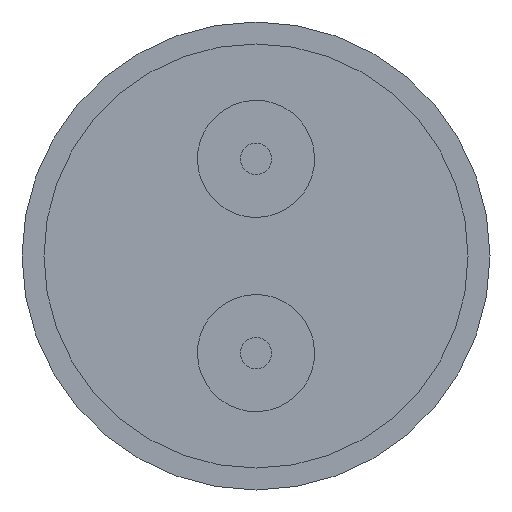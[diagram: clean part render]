
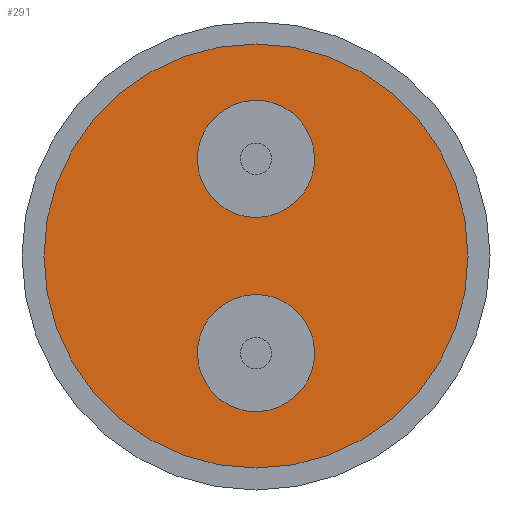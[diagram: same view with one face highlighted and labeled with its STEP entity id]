
A CAD part, front view. The second image highlights one B-rep face of the part: STEP entity #291.
In plain terms, the highlighted planar face has unit normal (0, -1, 0).
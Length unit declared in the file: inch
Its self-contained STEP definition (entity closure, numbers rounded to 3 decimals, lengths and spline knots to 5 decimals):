
#4 = AXIS2_PLACEMENT_3D ( 'NONE', #758, #788, #1147 ) ;
#26 = CIRCLE ( 'NONE', #4, 0.0935 ) ;
#105 = VERTEX_POINT ( 'NONE', #410 ) ;
#137 = CIRCLE ( 'NONE', #832, 0.3385 ) ;
#179 = DIRECTION ( 'NONE',  ( 1., 0., 0. ) ) ;
#186 = VERTEX_POINT ( 'NONE', #1124 ) ;
#202 = DIRECTION ( 'NONE',  ( 0., 1., 0. ) ) ;
#206 = EDGE_CURVE ( 'NONE', #602, #186, #26, .T. ) ;
#208 = EDGE_LOOP ( 'NONE', ( #1223, #250 ) ) ;
#244 = PLANE ( 'NONE',  #526 ) ;
#250 = ORIENTED_EDGE ( 'NONE', *, *, #1076, .T. ) ;
#251 = CARTESIAN_POINT ( 'NONE',  ( 0., 0.315, -0.155 ) ) ;
#253 = CIRCLE ( 'NONE', #937, 0.3385 ) ;
#256 = CARTESIAN_POINT ( 'NONE',  ( 0.01353, 0.315, 0.24752 ) ) ;
#257 = CARTESIAN_POINT ( 'NONE',  ( 0.01353, 0.315, -0.06248 ) ) ;
#291 = ADVANCED_FACE ( 'NONE', ( #313, #532, #817 ), #244, .T. ) ;
#313 = FACE_OUTER_BOUND ( 'NONE', #208, .T. ) ;
#338 = ORIENTED_EDGE ( 'NONE', *, *, #206, .T. ) ;
#383 = CARTESIAN_POINT ( 'NONE',  ( 0., 0.315, 0.155 ) ) ;
#392 = ORIENTED_EDGE ( 'NONE', *, *, #1235, .T. ) ;
#406 = EDGE_LOOP ( 'NONE', ( #1187, #338 ) ) ;
#410 = CARTESIAN_POINT ( 'NONE',  ( 0., 0.315, 0.3385 ) ) ;
#414 = VERTEX_POINT ( 'NONE', #740 ) ;
#428 = DIRECTION ( 'NONE',  ( 1., 0., 0. ) ) ;
#456 = DIRECTION ( 'NONE',  ( 1., 0., 0. ) ) ;
#468 = CIRCLE ( 'NONE', #1091, 0.0935 ) ;
#478 = EDGE_CURVE ( 'NONE', #1086, #862, #623, .T. ) ;
#503 = DIRECTION ( 'NONE',  ( 0., -1., 0. ) ) ;
#526 = AXIS2_PLACEMENT_3D ( 'NONE', #1107, #503, #894 ) ;
#532 = FACE_BOUND ( 'NONE', #406, .T. ) ;
#545 = AXIS2_PLACEMENT_3D ( 'NONE', #383, #202, #1167 ) ;
#576 = AXIS2_PLACEMENT_3D ( 'NONE', #1186, #1140, #1080 ) ;
#591 = ORIENTED_EDGE ( 'NONE', *, *, #478, .T. ) ;
#602 = VERTEX_POINT ( 'NONE', #257 ) ;
#623 = CIRCLE ( 'NONE', #576, 0.0935 ) ;
#709 = CIRCLE ( 'NONE', #545, 0.0935 ) ;
#740 = CARTESIAN_POINT ( 'NONE',  ( 0., 0.315, -0.3385 ) ) ;
#758 = CARTESIAN_POINT ( 'NONE',  ( 0., 0.315, -0.155 ) ) ;
#788 = DIRECTION ( 'NONE',  ( 0., 1., 0. ) ) ;
#817 = FACE_BOUND ( 'NONE', #1175, .T. ) ;
#820 = DIRECTION ( 'NONE',  ( 0., 1., 0. ) ) ;
#832 = AXIS2_PLACEMENT_3D ( 'NONE', #1044, #927, #456 ) ;
#840 = CARTESIAN_POINT ( 'NONE',  ( -0.01353, 0.315, 0.06248 ) ) ;
#841 = EDGE_CURVE ( 'NONE', #186, #602, #468, .T. ) ;
#862 = VERTEX_POINT ( 'NONE', #256 ) ;
#894 = DIRECTION ( 'NONE',  ( 1., 0., 0. ) ) ;
#927 = DIRECTION ( 'NONE',  ( 0., -1., 0. ) ) ;
#937 = AXIS2_PLACEMENT_3D ( 'NONE', #1239, #1042, #179 ) ;
#942 = EDGE_CURVE ( 'NONE', #105, #414, #253, .T. ) ;
#1042 = DIRECTION ( 'NONE',  ( 0., -1., 0. ) ) ;
#1044 = CARTESIAN_POINT ( 'NONE',  ( 0., 0.315, 0. ) ) ;
#1076 = EDGE_CURVE ( 'NONE', #414, #105, #137, .T. ) ;
#1080 = DIRECTION ( 'NONE',  ( 1., 0., 0. ) ) ;
#1086 = VERTEX_POINT ( 'NONE', #840 ) ;
#1091 = AXIS2_PLACEMENT_3D ( 'NONE', #251, #820, #428 ) ;
#1107 = CARTESIAN_POINT ( 'NONE',  ( 0., 0.315, -0.356 ) ) ;
#1124 = CARTESIAN_POINT ( 'NONE',  ( -0.01353, 0.315, -0.24752 ) ) ;
#1140 = DIRECTION ( 'NONE',  ( 0., 1., 0. ) ) ;
#1147 = DIRECTION ( 'NONE',  ( 1., 0., 0. ) ) ;
#1167 = DIRECTION ( 'NONE',  ( 1., 0., 0. ) ) ;
#1175 = EDGE_LOOP ( 'NONE', ( #392, #591 ) ) ;
#1186 = CARTESIAN_POINT ( 'NONE',  ( 0., 0.315, 0.155 ) ) ;
#1187 = ORIENTED_EDGE ( 'NONE', *, *, #841, .T. ) ;
#1223 = ORIENTED_EDGE ( 'NONE', *, *, #942, .T. ) ;
#1235 = EDGE_CURVE ( 'NONE', #862, #1086, #709, .T. ) ;
#1239 = CARTESIAN_POINT ( 'NONE',  ( 0., 0.315, 0. ) ) ;
